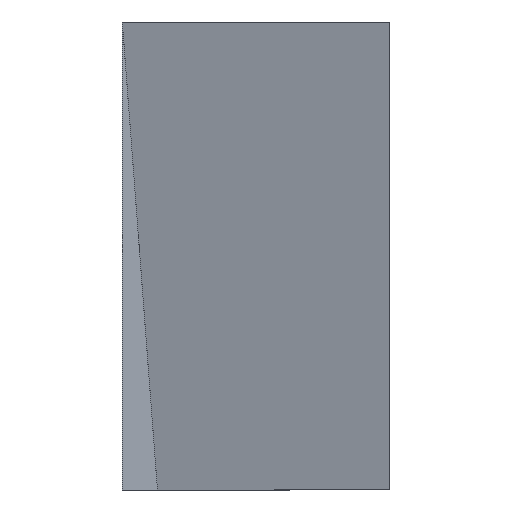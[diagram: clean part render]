
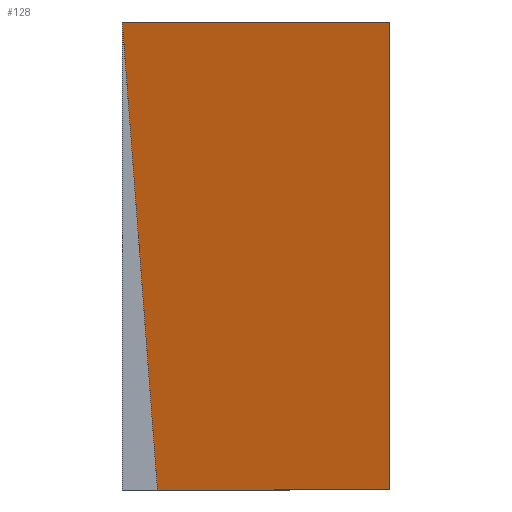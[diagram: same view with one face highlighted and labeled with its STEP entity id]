
A CAD part, left-side view. The second image highlights one B-rep face of the part: STEP entity #128.
In plain terms, the highlighted planar face has unit normal (-0.973, 0, -0.232).
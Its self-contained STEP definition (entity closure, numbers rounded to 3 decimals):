
#21 = VERTEX_POINT ( 'NONE', #126 ) ;
#22 = EDGE_CURVE ( 'NONE', #345, #117, #129, .T. ) ;
#23 = VERTEX_POINT ( 'NONE', #194 ) ;
#34 = LINE ( 'NONE', #271, #186 ) ;
#48 = ORIENTED_EDGE ( 'NONE', *, *, #334, .T. ) ;
#64 = CARTESIAN_POINT ( 'NONE',  ( -16.5, 10.421, -10.5 ) ) ;
#65 = EDGE_CURVE ( 'NONE', #117, #23, #290, .T. ) ;
#85 = AXIS2_PLACEMENT_3D ( 'NONE', #410, #333, #174 ) ;
#94 = CARTESIAN_POINT ( 'NONE',  ( -16.5, 12., -10.5 ) ) ;
#100 = VECTOR ( 'NONE', #326, 1000. ) ;
#109 = DIRECTION ( 'NONE',  ( 0., -1., 0. ) ) ;
#117 = VERTEX_POINT ( 'NONE', #64 ) ;
#126 = CARTESIAN_POINT ( 'NONE',  ( -21.5, 0., 10.5 ) ) ;
#128 = ADVANCED_FACE ( 'NONE', ( #131 ), #141, .F. ) ;
#129 = LINE ( 'NONE', #196, #100 ) ;
#131 = FACE_OUTER_BOUND ( 'NONE', #192, .T. ) ;
#141 = PLANE ( 'NONE',  #85 ) ;
#161 = VECTOR ( 'NONE', #284, 1000. ) ;
#174 = DIRECTION ( 'NONE',  ( 0.232, 0., -0.973 ) ) ;
#181 = VECTOR ( 'NONE', #423, 1000. ) ;
#185 = ORIENTED_EDGE ( 'NONE', *, *, #22, .T. ) ;
#186 = VECTOR ( 'NONE', #109, 1000. ) ;
#192 = EDGE_LOOP ( 'NONE', ( #421, #185, #206, #48 ) ) ;
#194 = CARTESIAN_POINT ( 'NONE',  ( -16.5, 0., -10.5 ) ) ;
#196 = CARTESIAN_POINT ( 'NONE',  ( -16.527, 10.429, -10.388 ) ) ;
#206 = ORIENTED_EDGE ( 'NONE', *, *, #65, .T. ) ;
#271 = CARTESIAN_POINT ( 'NONE',  ( -21.5, 12., 10.5 ) ) ;
#284 = DIRECTION ( 'NONE',  ( -0.232, 0., 0.973 ) ) ;
#290 = LINE ( 'NONE', #94, #181 ) ;
#321 = CARTESIAN_POINT ( 'NONE',  ( -16.5, 0., -10.5 ) ) ;
#326 = DIRECTION ( 'NONE',  ( 0.231, -0.073, -0.97 ) ) ;
#333 = DIRECTION ( 'NONE',  ( 0.973, 0., 0.232 ) ) ;
#334 = EDGE_CURVE ( 'NONE', #23, #21, #417, .T. ) ;
#344 = CARTESIAN_POINT ( 'NONE',  ( -21.5, 12., 10.5 ) ) ;
#345 = VERTEX_POINT ( 'NONE', #344 ) ;
#410 = CARTESIAN_POINT ( 'NONE',  ( -16.5, 12., -10.5 ) ) ;
#417 = LINE ( 'NONE', #321, #161 ) ;
#421 = ORIENTED_EDGE ( 'NONE', *, *, #422, .F. ) ;
#422 = EDGE_CURVE ( 'NONE', #345, #21, #34, .T. ) ;
#423 = DIRECTION ( 'NONE',  ( 0., -1., 0. ) ) ;
